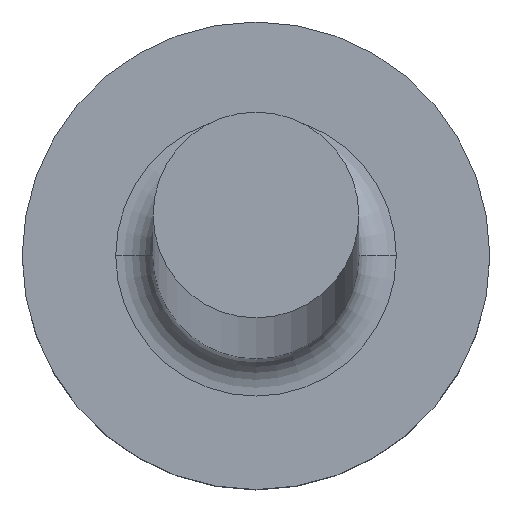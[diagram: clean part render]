
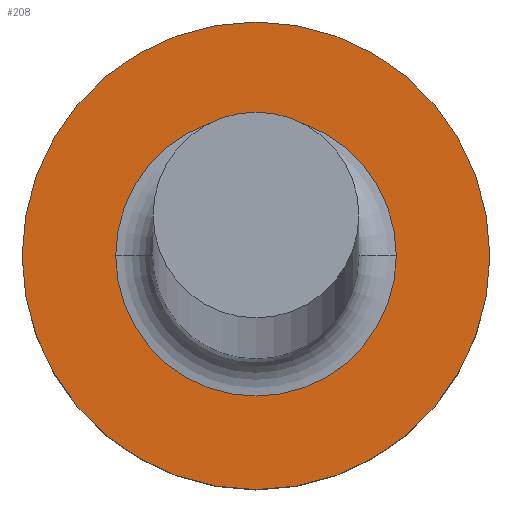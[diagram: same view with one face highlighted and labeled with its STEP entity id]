
A CAD part, top view. The second image highlights one B-rep face of the part: STEP entity #208.
In plain terms, the highlighted planar face has unit normal (0, 0, 1).
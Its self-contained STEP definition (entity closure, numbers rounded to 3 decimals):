
#6 = CARTESIAN_POINT ( 'NONE',  ( 0., 0., 1.2 ) ) ;
#7 = CARTESIAN_POINT ( 'NONE',  ( 0., 0., 1.2 ) ) ;
#10 = EDGE_LOOP ( 'NONE', ( #173, #268 ) ) ;
#13 = CARTESIAN_POINT ( 'NONE',  ( -0.75, 0., 1.2 ) ) ;
#16 = CARTESIAN_POINT ( 'NONE',  ( 0.75, 0., 1.2 ) ) ;
#30 = DIRECTION ( 'NONE',  ( 0., 0., 1. ) ) ;
#36 = FACE_BOUND ( 'NONE', #10, .T. ) ;
#39 = EDGE_CURVE ( 'NONE', #51, #222, #191, .T. ) ;
#50 = CIRCLE ( 'NONE', #169, 1.25 ) ;
#51 = VERTEX_POINT ( 'NONE', #16 ) ;
#65 = CIRCLE ( 'NONE', #125, 0.75 ) ;
#71 = EDGE_LOOP ( 'NONE', ( #121, #119 ) ) ;
#75 = DIRECTION ( 'NONE',  ( 1., 0., 0. ) ) ;
#79 = DIRECTION ( 'NONE',  ( 0., 0., -1. ) ) ;
#89 = EDGE_CURVE ( 'NONE', #222, #51, #65, .T. ) ;
#96 = FACE_OUTER_BOUND ( 'NONE', #71, .T. ) ;
#99 = DIRECTION ( 'NONE',  ( 1., 0., 0. ) ) ;
#103 = VERTEX_POINT ( 'NONE', #107 ) ;
#104 = CARTESIAN_POINT ( 'NONE',  ( 1.25, 0., 1.2 ) ) ;
#105 = CARTESIAN_POINT ( 'NONE',  ( 0., 0., 1.2 ) ) ;
#107 = CARTESIAN_POINT ( 'NONE',  ( -1.25, 0., 1.2 ) ) ;
#119 = ORIENTED_EDGE ( 'NONE', *, *, #274, .T. ) ;
#121 = ORIENTED_EDGE ( 'NONE', *, *, #219, .T. ) ;
#125 = AXIS2_PLACEMENT_3D ( 'NONE', #105, #79, #181 ) ;
#128 = DIRECTION ( 'NONE',  ( 0., 0., -1. ) ) ;
#129 = PLANE ( 'NONE',  #139 ) ;
#134 = CIRCLE ( 'NONE', #140, 1.25 ) ;
#139 = AXIS2_PLACEMENT_3D ( 'NONE', #217, #301, #75 ) ;
#140 = AXIS2_PLACEMENT_3D ( 'NONE', #6, #30, #99 ) ;
#169 = AXIS2_PLACEMENT_3D ( 'NONE', #176, #271, #269 ) ;
#173 = ORIENTED_EDGE ( 'NONE', *, *, #39, .T. ) ;
#175 = VERTEX_POINT ( 'NONE', #104 ) ;
#176 = CARTESIAN_POINT ( 'NONE',  ( 0., 0., 1.2 ) ) ;
#181 = DIRECTION ( 'NONE',  ( 1., 0., 0. ) ) ;
#191 = CIRCLE ( 'NONE', #220, 0.75 ) ;
#202 = DIRECTION ( 'NONE',  ( 1., 0., 0. ) ) ;
#208 = ADVANCED_FACE ( 'NONE', ( #36, #96 ), #129, .T. ) ;
#217 = CARTESIAN_POINT ( 'NONE',  ( 0., 0., 1.2 ) ) ;
#219 = EDGE_CURVE ( 'NONE', #103, #175, #50, .T. ) ;
#220 = AXIS2_PLACEMENT_3D ( 'NONE', #7, #128, #202 ) ;
#222 = VERTEX_POINT ( 'NONE', #13 ) ;
#268 = ORIENTED_EDGE ( 'NONE', *, *, #89, .T. ) ;
#269 = DIRECTION ( 'NONE',  ( 1., 0., 0. ) ) ;
#271 = DIRECTION ( 'NONE',  ( 0., 0., 1. ) ) ;
#274 = EDGE_CURVE ( 'NONE', #175, #103, #134, .T. ) ;
#301 = DIRECTION ( 'NONE',  ( 0., 0., 1. ) ) ;
